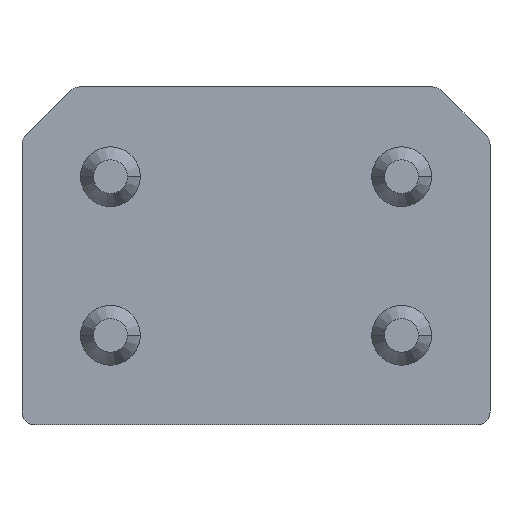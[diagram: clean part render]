
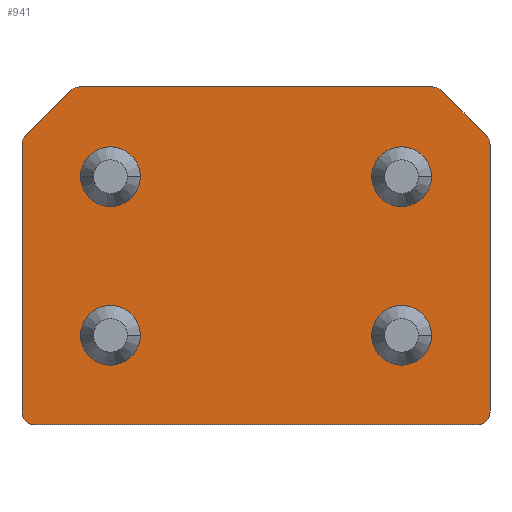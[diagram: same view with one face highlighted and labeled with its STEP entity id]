
A CAD part, front view. The second image highlights one B-rep face of the part: STEP entity #941.
In plain terms, the highlighted planar face has unit normal (0, -1, 0).
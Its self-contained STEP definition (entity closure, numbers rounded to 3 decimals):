
#5=DIRECTION('',(1.,0.,0.));
#6=VECTOR('',#5,17.);
#7=CARTESIAN_POINT('',(-8.5,-21.25,0.));
#8=LINE('',#7,#6);
#33=CARTESIAN_POINT('',(-5.6,-21.25,3.45));
#34=DIRECTION('',(0.,-1.,0.));
#35=DIRECTION('',(1.,0.,0.));
#36=AXIS2_PLACEMENT_3D('',#33,#34,#35);
#38=CARTESIAN_POINT('',(-5.6,-21.25,3.45));
#39=DIRECTION('',(0.,-1.,0.));
#40=DIRECTION('',(-1.,0.,0.));
#41=AXIS2_PLACEMENT_3D('',#38,#39,#40);
#43=CARTESIAN_POINT('',(5.6,-21.25,3.45));
#44=DIRECTION('',(0.,-1.,0.));
#45=DIRECTION('',(1.,0.,0.));
#46=AXIS2_PLACEMENT_3D('',#43,#44,#45);
#48=CARTESIAN_POINT('',(5.6,-21.25,3.45));
#49=DIRECTION('',(0.,-1.,0.));
#50=DIRECTION('',(-1.,0.,0.));
#51=AXIS2_PLACEMENT_3D('',#48,#49,#50);
#53=CARTESIAN_POINT('',(-5.6,-21.25,9.55));
#54=DIRECTION('',(0.,-1.,0.));
#55=DIRECTION('',(1.,0.,0.));
#56=AXIS2_PLACEMENT_3D('',#53,#54,#55);
#58=CARTESIAN_POINT('',(-5.6,-21.25,9.55));
#59=DIRECTION('',(0.,-1.,0.));
#60=DIRECTION('',(-1.,0.,0.));
#61=AXIS2_PLACEMENT_3D('',#58,#59,#60);
#63=CARTESIAN_POINT('',(5.6,-21.25,9.55));
#64=DIRECTION('',(0.,-1.,0.));
#65=DIRECTION('',(1.,0.,0.));
#66=AXIS2_PLACEMENT_3D('',#63,#64,#65);
#68=CARTESIAN_POINT('',(5.6,-21.25,9.55));
#69=DIRECTION('',(0.,-1.,0.));
#70=DIRECTION('',(-1.,0.,0.));
#71=AXIS2_PLACEMENT_3D('',#68,#69,#70);
#73=CARTESIAN_POINT('',(-8.5,-21.25,0.5));
#74=DIRECTION('',(0.,-1.,0.));
#75=DIRECTION('',(-1.,0.,0.));
#76=AXIS2_PLACEMENT_3D('',#73,#74,#75);
#78=DIRECTION('',(0.,0.,1.));
#79=VECTOR('',#78,10.293);
#80=CARTESIAN_POINT('',(-9.,-21.25,0.5));
#81=LINE('',#80,#79);
#82=CARTESIAN_POINT('',(-8.5,-21.25,10.793));
#83=DIRECTION('',(0.,-1.,0.));
#84=DIRECTION('',(-0.707,0.,0.707));
#85=AXIS2_PLACEMENT_3D('',#82,#83,#84);
#87=DIRECTION('',(-0.707,0.,-0.707));
#88=VECTOR('',#87,2.414);
#89=CARTESIAN_POINT('',(-7.146,-21.25,12.854));
#90=LINE('',#89,#88);
#91=CARTESIAN_POINT('',(-6.793,-21.25,12.5));
#92=DIRECTION('',(0.,-1.,0.));
#93=DIRECTION('',(0.,0.,1.));
#94=AXIS2_PLACEMENT_3D('',#91,#92,#93);
#96=CARTESIAN_POINT('',(6.793,-21.25,12.5));
#97=DIRECTION('',(0.,-1.,0.));
#98=DIRECTION('',(0.707,0.,0.707));
#99=AXIS2_PLACEMENT_3D('',#96,#97,#98);
#101=DIRECTION('',(-0.707,0.,0.707));
#102=VECTOR('',#101,2.414);
#103=CARTESIAN_POINT('',(8.854,-21.25,11.146));
#104=LINE('',#103,#102);
#105=CARTESIAN_POINT('',(8.5,-21.25,10.793));
#106=DIRECTION('',(0.,-1.,0.));
#107=DIRECTION('',(1.,0.,0.));
#108=AXIS2_PLACEMENT_3D('',#105,#106,#107);
#110=CARTESIAN_POINT('',(8.5,-21.25,0.5));
#111=DIRECTION('',(0.,-1.,0.));
#112=DIRECTION('',(0.,0.,-1.));
#113=AXIS2_PLACEMENT_3D('',#110,#111,#112);
#525=DIRECTION('',(1.,0.,0.));
#526=VECTOR('',#525,13.586);
#527=CARTESIAN_POINT('',(-6.793,-21.25,13.));
#528=LINE('',#527,#526);
#657=DIRECTION('',(0.,0.,1.));
#658=VECTOR('',#657,10.293);
#659=CARTESIAN_POINT('',(9.,-21.25,0.5));
#660=LINE('',#659,#658);
#701=CARTESIAN_POINT('',(-4.45,-21.25,3.45));
#702=CARTESIAN_POINT('',(-6.75,-21.25,3.45));
#703=VERTEX_POINT('',#701);
#704=VERTEX_POINT('',#702);
#705=CARTESIAN_POINT('',(6.75,-21.25,3.45));
#706=CARTESIAN_POINT('',(4.45,-21.25,3.45));
#707=VERTEX_POINT('',#705);
#708=VERTEX_POINT('',#706);
#709=CARTESIAN_POINT('',(-4.45,-21.25,9.55));
#710=CARTESIAN_POINT('',(-6.75,-21.25,9.55));
#711=VERTEX_POINT('',#709);
#712=VERTEX_POINT('',#710);
#713=CARTESIAN_POINT('',(6.75,-21.25,9.55));
#714=CARTESIAN_POINT('',(4.45,-21.25,9.55));
#715=VERTEX_POINT('',#713);
#716=VERTEX_POINT('',#714);
#773=CARTESIAN_POINT('',(-9.,-21.25,0.5));
#774=CARTESIAN_POINT('',(-8.5,-21.25,0.));
#775=VERTEX_POINT('',#773);
#776=VERTEX_POINT('',#774);
#791=CARTESIAN_POINT('',(-8.854,-21.25,11.146));
#792=CARTESIAN_POINT('',(-9.,-21.25,10.793));
#793=VERTEX_POINT('',#791);
#794=VERTEX_POINT('',#792);
#799=CARTESIAN_POINT('',(-6.793,-21.25,13.));
#800=CARTESIAN_POINT('',(-7.146,-21.25,12.854));
#801=VERTEX_POINT('',#799);
#802=VERTEX_POINT('',#800);
#803=CARTESIAN_POINT('',(8.5,-21.25,0.));
#804=CARTESIAN_POINT('',(9.,-21.25,0.5));
#805=VERTEX_POINT('',#803);
#806=VERTEX_POINT('',#804);
#811=CARTESIAN_POINT('',(9.,-21.25,10.793));
#812=CARTESIAN_POINT('',(8.854,-21.25,11.146));
#813=VERTEX_POINT('',#811);
#814=VERTEX_POINT('',#812);
#827=CARTESIAN_POINT('',(7.146,-21.25,12.854));
#828=CARTESIAN_POINT('',(6.793,-21.25,13.));
#829=VERTEX_POINT('',#827);
#830=VERTEX_POINT('',#828);
#888=CARTESIAN_POINT('',(-9.,-21.25,0.));
#889=DIRECTION('',(0.,-1.,0.));
#890=DIRECTION('',(1.,0.,0.));
#891=AXIS2_PLACEMENT_3D('',#888,#889,#890);
#892=PLANE('',#891);
#893=ORIENTED_EDGE('',*,*,#878,.F.);
#895=ORIENTED_EDGE('',*,*,#894,.T.);
#897=ORIENTED_EDGE('',*,*,#896,.F.);
#899=ORIENTED_EDGE('',*,*,#898,.F.);
#901=ORIENTED_EDGE('',*,*,#900,.F.);
#903=ORIENTED_EDGE('',*,*,#902,.T.);
#905=ORIENTED_EDGE('',*,*,#904,.F.);
#907=ORIENTED_EDGE('',*,*,#906,.F.);
#909=ORIENTED_EDGE('',*,*,#908,.F.);
#911=ORIENTED_EDGE('',*,*,#910,.F.);
#913=ORIENTED_EDGE('',*,*,#912,.F.);
#914=ORIENTED_EDGE('',*,*,#848,.F.);
#915=EDGE_LOOP('',(#893,#895,#897,#899,#901,#903,#905,#907,#909,#911,#913,
#914));
#916=FACE_OUTER_BOUND('',#915,.F.);
#918=ORIENTED_EDGE('',*,*,#917,.T.);
#920=ORIENTED_EDGE('',*,*,#919,.T.);
#921=EDGE_LOOP('',(#918,#920));
#922=FACE_BOUND('',#921,.F.);
#924=ORIENTED_EDGE('',*,*,#923,.T.);
#926=ORIENTED_EDGE('',*,*,#925,.T.);
#927=EDGE_LOOP('',(#924,#926));
#928=FACE_BOUND('',#927,.F.);
#930=ORIENTED_EDGE('',*,*,#929,.T.);
#932=ORIENTED_EDGE('',*,*,#931,.T.);
#933=EDGE_LOOP('',(#930,#932));
#934=FACE_BOUND('',#933,.F.);
#936=ORIENTED_EDGE('',*,*,#935,.T.);
#938=ORIENTED_EDGE('',*,*,#937,.T.);
#939=EDGE_LOOP('',(#936,#938));
#940=FACE_BOUND('',#939,.F.);
#37=CIRCLE('',#36,1.15);
#42=CIRCLE('',#41,1.15);
#47=CIRCLE('',#46,1.15);
#52=CIRCLE('',#51,1.15);
#57=CIRCLE('',#56,1.15);
#62=CIRCLE('',#61,1.15);
#67=CIRCLE('',#66,1.15);
#72=CIRCLE('',#71,1.15);
#77=CIRCLE('',#76,0.5);
#86=CIRCLE('',#85,0.5);
#95=CIRCLE('',#94,0.5);
#100=CIRCLE('',#99,0.5);
#109=CIRCLE('',#108,0.5);
#114=CIRCLE('',#113,0.5);
#848=EDGE_CURVE('',#776,#805,#8,.T.);
#878=EDGE_CURVE('',#775,#776,#77,.T.);
#894=EDGE_CURVE('',#775,#794,#81,.T.);
#896=EDGE_CURVE('',#793,#794,#86,.T.);
#898=EDGE_CURVE('',#802,#793,#90,.T.);
#900=EDGE_CURVE('',#801,#802,#95,.T.);
#902=EDGE_CURVE('',#801,#830,#528,.T.);
#904=EDGE_CURVE('',#829,#830,#100,.T.);
#906=EDGE_CURVE('',#814,#829,#104,.T.);
#908=EDGE_CURVE('',#813,#814,#109,.T.);
#910=EDGE_CURVE('',#806,#813,#660,.T.);
#912=EDGE_CURVE('',#805,#806,#114,.T.);
#917=EDGE_CURVE('',#707,#708,#47,.T.);
#919=EDGE_CURVE('',#708,#707,#52,.T.);
#923=EDGE_CURVE('',#711,#712,#57,.T.);
#925=EDGE_CURVE('',#712,#711,#62,.T.);
#929=EDGE_CURVE('',#715,#716,#67,.T.);
#931=EDGE_CURVE('',#716,#715,#72,.T.);
#935=EDGE_CURVE('',#703,#704,#37,.T.);
#937=EDGE_CURVE('',#704,#703,#42,.T.);
#941=ADVANCED_FACE('',(#916,#922,#928,#934,#940),#892,.T.);
